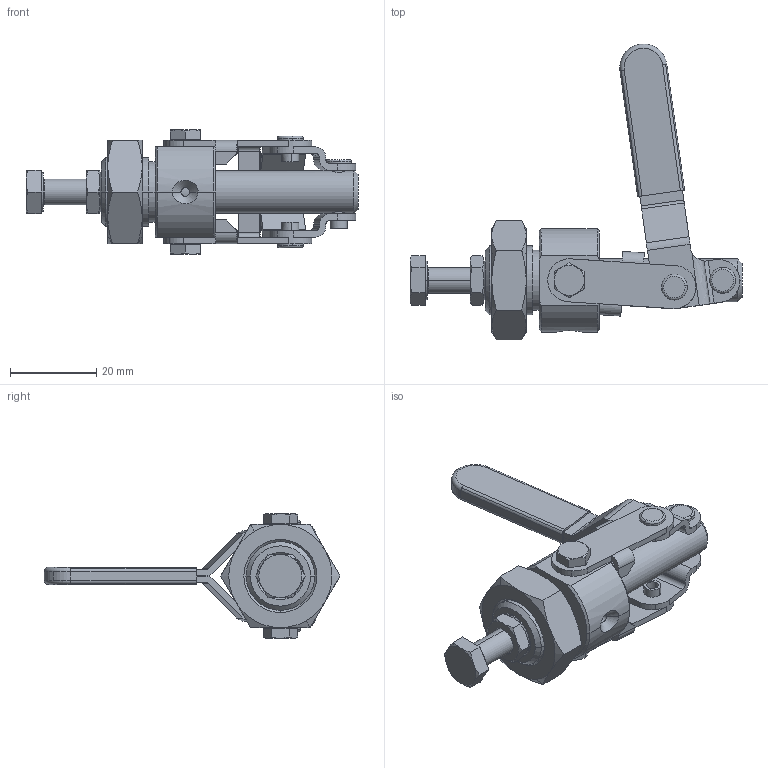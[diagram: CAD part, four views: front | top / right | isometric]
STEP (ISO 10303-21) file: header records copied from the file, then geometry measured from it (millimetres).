
FILE_DESCRIPTION((''),'2;1');
FILE_NAME('360-opened.stp','2005-09-28T08:46:34',('Kysilko'),(''),'Autodesk Inventor 8','Autodesk Inventor 8','');
FILE_SCHEMA(('AUTOMOTIVE_DESIGN { 1 0 10303 214 1 1 1 1 }'));
Length unit declared in the file: millimetre
Products named in the file (1): Part16
Bounding box: 77.2 x 68.82 x 29 mm (x, y, z)
Volume: 18391.7 mm3; surface area: 10458.4 mm2
Topology: 1 solids, 7 shells, 354 faces, 886 edges, 551 vertices
Faces by surface type: plane 111, cylinder 88, cone 86, bspline 61, torus 8
Entity records: 11760 total; most frequent: CARTESIAN_POINT 3547, ORIENTED_EDGE 1760, DIRECTION 1711, EDGE_CURVE 880, AXIS2_PLACEMENT_3D 658, VERTEX_POINT 551, VECTOR 395, LINE 395
